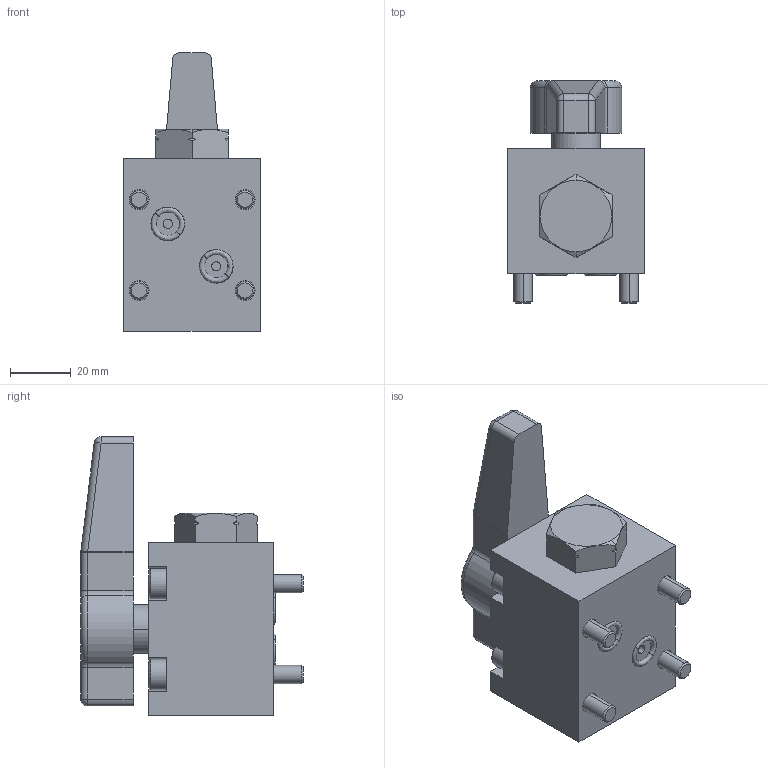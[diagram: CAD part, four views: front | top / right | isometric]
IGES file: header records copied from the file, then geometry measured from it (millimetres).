
Start section:  PTC IGES file: ilcm47030100.igs
Global section: file name: ilcm47030100.igs; native system: Creo Parametric by Parametric Technology Corporation; preprocessor: 2017170; author: Mjust; organization: Unknown; date: 20200811.131726; units: inch
Bounding box: 45 x 73.45 x 91.97 mm (x, y, z)
Surface area: 28972.9 mm2 (no closed solid volume)
Topology: 0 solids, 0 shells, 199 faces, 1387 edges, 1779 vertices
Faces by surface type: revolution 119, bspline 80
